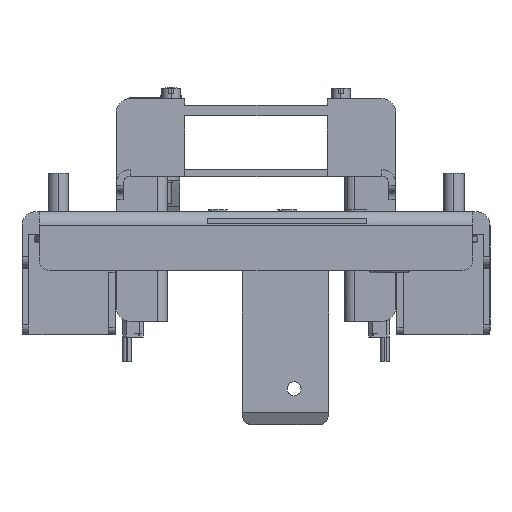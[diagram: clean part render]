
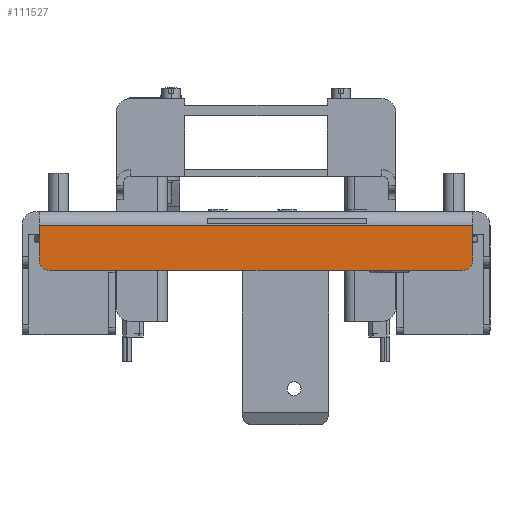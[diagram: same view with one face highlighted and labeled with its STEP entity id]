
A CAD part, left-side view. The second image highlights one B-rep face of the part: STEP entity #111527.
In plain terms, the highlighted planar face has unit normal (-1, 0, 0).
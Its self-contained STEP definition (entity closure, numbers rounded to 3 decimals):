
#3863 = LINE ( 'NONE', #288933, #378604 ) ;
#6467 = CIRCLE ( 'NONE', #332533, 3. ) ;
#13550 = CARTESIAN_POINT ( 'NONE',  ( -237., 62.5, -2. ) ) ;
#31658 = AXIS2_PLACEMENT_3D ( 'NONE', #227489, #42328, #251662 ) ;
#42328 = DIRECTION ( 'NONE',  ( -1., 0., 0. ) ) ;
#62078 = EDGE_CURVE ( 'NONE', #119030, #257958, #6467, .T. ) ;
#64011 = DIRECTION ( 'NONE',  ( -1., 0., 0. ) ) ;
#69296 = PLANE ( 'NONE',  #31658 ) ;
#88957 = ORIENTED_EDGE ( 'NONE', *, *, #227952, .F. ) ;
#89593 = VERTEX_POINT ( 'NONE', #214744 ) ;
#92371 = ORIENTED_EDGE ( 'NONE', *, *, #153302, .T. ) ;
#100088 = DIRECTION ( 'NONE',  ( 0., 0., 1. ) ) ;
#111527 = ADVANCED_FACE ( 'NONE', ( #132738 ), #69296, .T. ) ;
#116259 = EDGE_CURVE ( 'NONE', #257958, #392437, #175765, .T. ) ;
#117877 = AXIS2_PLACEMENT_3D ( 'NONE', #283767, #64011, #100088 ) ;
#119030 = VERTEX_POINT ( 'NONE', #375890 ) ;
#120247 = DIRECTION ( 'NONE',  ( -1., 0., 0. ) ) ;
#122047 = CARTESIAN_POINT ( 'NONE',  ( -237., -59.5, -15. ) ) ;
#123698 = LINE ( 'NONE', #328505, #334681 ) ;
#132738 = FACE_OUTER_BOUND ( 'NONE', #200753, .T. ) ;
#139350 = VERTEX_POINT ( 'NONE', #13550 ) ;
#149834 = CARTESIAN_POINT ( 'NONE',  ( -237., 59.5, -15. ) ) ;
#153302 = EDGE_CURVE ( 'NONE', #392437, #321141, #390653, .T. ) ;
#163287 = LINE ( 'NONE', #223536, #283365 ) ;
#165266 = ORIENTED_EDGE ( 'NONE', *, *, #116259, .T. ) ;
#175765 = LINE ( 'NONE', #208908, #368047 ) ;
#197660 = DIRECTION ( 'NONE',  ( 0., -1., 0. ) ) ;
#200753 = EDGE_LOOP ( 'NONE', ( #381394, #88957, #218449, #302559, #165266, #92371 ) ) ;
#202588 = EDGE_CURVE ( 'NONE', #139350, #119030, #123698, .T. ) ;
#208908 = CARTESIAN_POINT ( 'NONE',  ( -237., 62.5, -15. ) ) ;
#214744 = CARTESIAN_POINT ( 'NONE',  ( -237., -62.5, -2. ) ) ;
#218449 = ORIENTED_EDGE ( 'NONE', *, *, #202588, .T. ) ;
#223536 = CARTESIAN_POINT ( 'NONE',  ( -237., -62.5, 1. ) ) ;
#226174 = DIRECTION ( 'NONE',  ( 0., 0., 1. ) ) ;
#227489 = CARTESIAN_POINT ( 'NONE',  ( -237., 62.5, 2. ) ) ;
#227952 = EDGE_CURVE ( 'NONE', #139350, #89593, #3863, .T. ) ;
#251662 = DIRECTION ( 'NONE',  ( 0., 0., 1. ) ) ;
#257958 = VERTEX_POINT ( 'NONE', #149834 ) ;
#267970 = DIRECTION ( 'NONE',  ( 0., -1., 0. ) ) ;
#283365 = VECTOR ( 'NONE', #226174, 1000. ) ;
#283767 = CARTESIAN_POINT ( 'NONE',  ( -237., -59.5, -12. ) ) ;
#288933 = CARTESIAN_POINT ( 'NONE',  ( -237., -62.5, -2. ) ) ;
#294584 = EDGE_CURVE ( 'NONE', #321141, #89593, #163287, .T. ) ;
#302559 = ORIENTED_EDGE ( 'NONE', *, *, #62078, .T. ) ;
#321141 = VERTEX_POINT ( 'NONE', #353674 ) ;
#328505 = CARTESIAN_POINT ( 'NONE',  ( -237., 62.5, 2. ) ) ;
#332533 = AXIS2_PLACEMENT_3D ( 'NONE', #361791, #120247, #391179 ) ;
#334681 = VECTOR ( 'NONE', #356686, 1000. ) ;
#353674 = CARTESIAN_POINT ( 'NONE',  ( -237., -62.5, -12. ) ) ;
#356686 = DIRECTION ( 'NONE',  ( 0., 0., -1. ) ) ;
#361791 = CARTESIAN_POINT ( 'NONE',  ( -237., 59.5, -12. ) ) ;
#368047 = VECTOR ( 'NONE', #267970, 1000. ) ;
#375890 = CARTESIAN_POINT ( 'NONE',  ( -237., 62.5, -12. ) ) ;
#378604 = VECTOR ( 'NONE', #197660, 1000. ) ;
#381394 = ORIENTED_EDGE ( 'NONE', *, *, #294584, .T. ) ;
#390653 = CIRCLE ( 'NONE', #117877, 3. ) ;
#391179 = DIRECTION ( 'NONE',  ( 0., 0., 1. ) ) ;
#392437 = VERTEX_POINT ( 'NONE', #122047 ) ;
